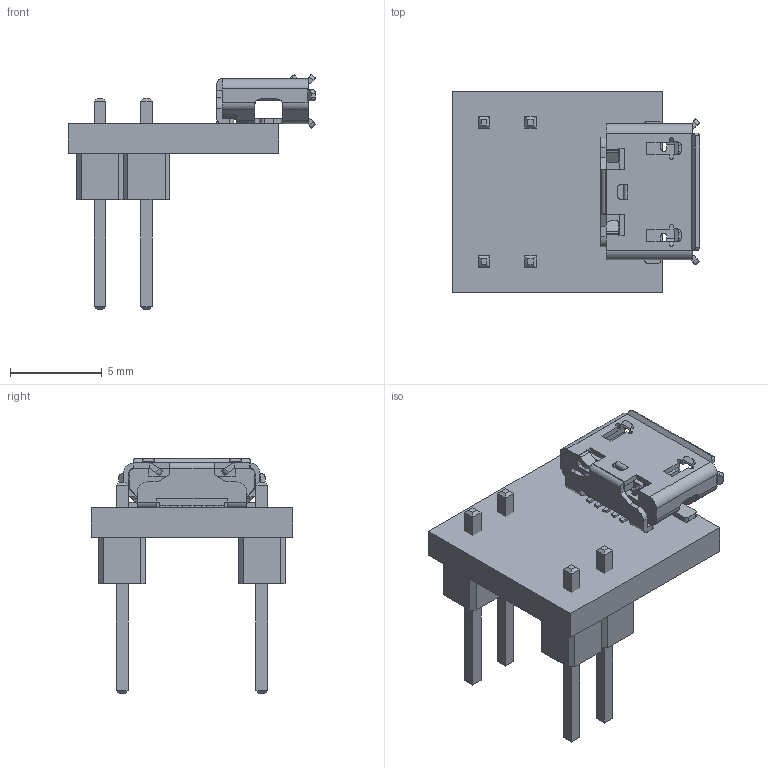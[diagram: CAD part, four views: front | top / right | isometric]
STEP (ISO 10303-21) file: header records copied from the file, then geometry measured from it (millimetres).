
FILE_DESCRIPTION(/* description */ (''),/* implementation_level */ '2;1');
FILE_NAME(/* name */ 'USB v3.step',/* time_stamp */ '2021-05-08T21:27:26+09:00',/* author */ (''),/* organization */ (''),/* preprocessor_version */ 'ST-DEVELOPER v18.1',/* originating_system */ 'Autodesk Translation Framework v10.6.0.1341',/* authorisation */ '');
FILE_SCHEMA (('AUTOMOTIVE_DESIGN { 1 0 10303 214 3 1 1 }'));
Length unit declared in the file: millimetre
Products named in the file (3): USB; USB_Micro-B_Molex_47346-0001 v1; PinHeader_1x02_P2.54mm_Vertical
Assembly tree (3 placements, depth 2):
  USB
    USB_Micro-B_Molex_47346-0001 v1
    PinHeader_1x02_P2.54mm_Vertical  x2
Bounding box: 13.51 x 11 x 12.84 mm (x, y, z)
Volume: 325 mm3; surface area: 789.3 mm2
Topology: 4 solids, 4 shells, 608 faces, 1733 edges, 1111 vertices
Faces by surface type: plane 479, cylinder 125, sphere 4
Entity records: 19183 total; most frequent: CARTESIAN_POINT 3646, ORIENTED_EDGE 3214, DIRECTION 3009, EDGE_CURVE 1607, LINE 1291, VECTOR 1291, VERTEX_POINT 1035, AXIS2_PLACEMENT_3D 859
